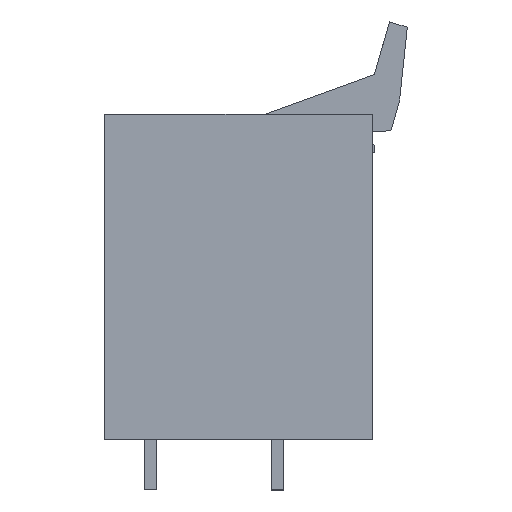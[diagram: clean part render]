
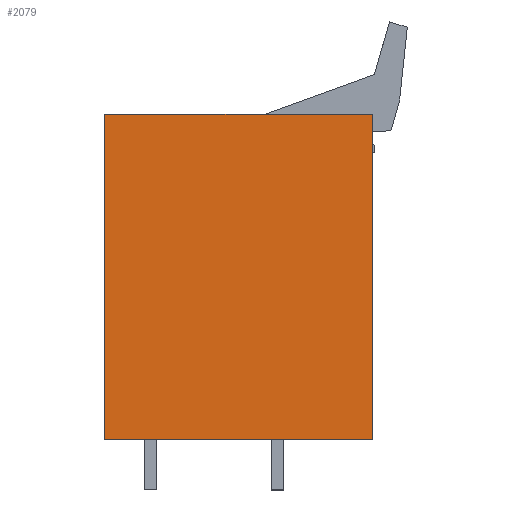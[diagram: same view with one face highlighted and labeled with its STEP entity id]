
A CAD part, left-side view. The second image highlights one B-rep face of the part: STEP entity #2079.
In plain terms, the highlighted planar face has unit normal (-1, 0, 0).
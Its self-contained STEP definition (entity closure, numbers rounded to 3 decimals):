
#2059=AXIS2_PLACEMENT_3D('Plane Axis2P3D',#2056,#2057,#2058) ;
#593=CARTESIAN_POINT('Vertex',(0.,3.452,5.)) ;
#596=CARTESIAN_POINT('Line Origine',(0.,16.677,5.)) ;
#600=CARTESIAN_POINT('Vertex',(0.,29.902,5.)) ;
#1069=CARTESIAN_POINT('Vertex',(0.,3.452,37.13)) ;
#1072=CARTESIAN_POINT('Line Origine',(0.,3.452,21.065)) ;
#2056=CARTESIAN_POINT('Axis2P3D Location',(0.,29.902,0.)) ;
#2061=CARTESIAN_POINT('Line Origine',(0.,16.677,37.13)) ;
#2065=CARTESIAN_POINT('Vertex',(0.,29.902,37.13)) ;
#2068=CARTESIAN_POINT('Line Origine',(0.,29.902,21.065)) ;
#597=DIRECTION('Vector Direction',(0.,-1.,0.)) ;
#1073=DIRECTION('Vector Direction',(0.,0.,1.)) ;
#2057=DIRECTION('Axis2P3D Direction',(-1.,0.,0.)) ;
#2058=DIRECTION('Axis2P3D XDirection',(0.,-1.,0.)) ;
#2062=DIRECTION('Vector Direction',(0.,-1.,0.)) ;
#2069=DIRECTION('Vector Direction',(0.,0.,1.)) ;
#598=VECTOR('Line Direction',#597,1.) ;
#1074=VECTOR('Line Direction',#1073,1.) ;
#2063=VECTOR('Line Direction',#2062,1.) ;
#2070=VECTOR('Line Direction',#2069,1.) ;
#2074=ORIENTED_EDGE('',*,*,#1076,.F.) ;
#2075=ORIENTED_EDGE('',*,*,#2067,.F.) ;
#2076=ORIENTED_EDGE('',*,*,#2072,.F.) ;
#2077=ORIENTED_EDGE('',*,*,#602,.F.) ;
#2079=ADVANCED_FACE('HOUSING',(#2078),#2060,.T.) ;
#602=EDGE_CURVE('',#594,#601,#599,.F.) ;
#1076=EDGE_CURVE('',#1070,#594,#1075,.F.) ;
#2067=EDGE_CURVE('',#2066,#1070,#2064,.T.) ;
#2072=EDGE_CURVE('',#601,#2066,#2071,.T.) ;
#2073=EDGE_LOOP('',(#2074,#2075,#2076,#2077)) ;
#2078=FACE_OUTER_BOUND('',#2073,.T.) ;
#599=LINE('Line',#596,#598) ;
#1075=LINE('Line',#1072,#1074) ;
#2064=LINE('Line',#2061,#2063) ;
#2071=LINE('Line',#2068,#2070) ;
#2060=PLANE('',#2059) ;
#594=VERTEX_POINT('',#593) ;
#601=VERTEX_POINT('',#600) ;
#1070=VERTEX_POINT('',#1069) ;
#2066=VERTEX_POINT('',#2065) ;
